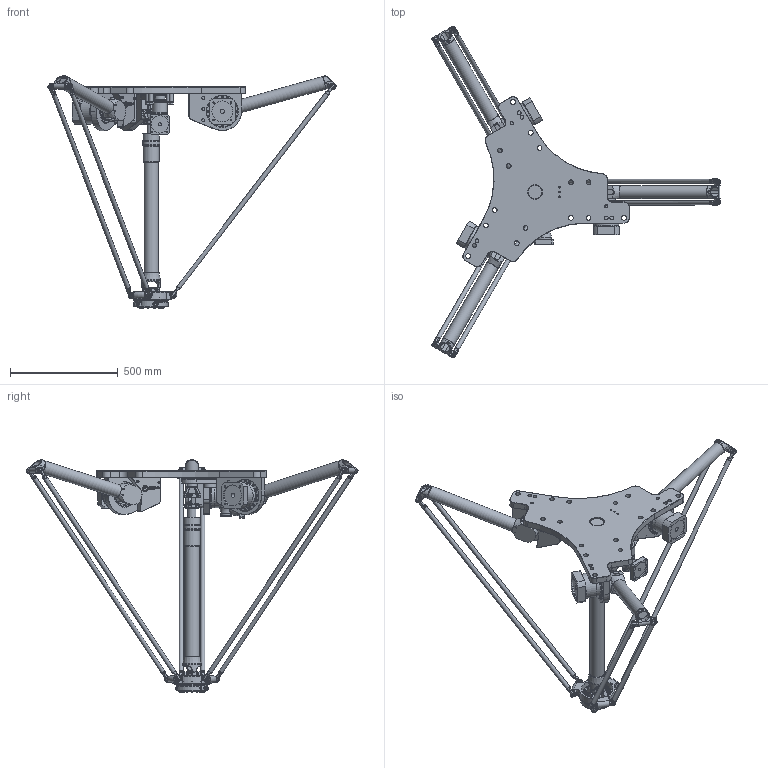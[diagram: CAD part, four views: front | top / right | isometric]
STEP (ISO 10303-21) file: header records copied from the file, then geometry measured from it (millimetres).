
FILE_DESCRIPTION(/* description */ ('Norm.iam Teamplte'),/* implementation_level */ '2;1');
FILE_NAME(/* name */ '3D-model_A_00859-ATS.stp',/* time_stamp */ '2022-02-12T10:06:23+01:00',/* author */ ('michael.schutter'),/* organization */ (''),/* preprocessor_version */ 'ST-DEVELOPER v16.5',/* originating_system */ 'Autodesk Inventor 2017',/* authorisation */ '');
FILE_SCHEMA (('AUTOMOTIVE_DESIGN { 1 0 10303 214 3 1 1 }'));
Length unit declared in the file: millimetre
Products named in the file (14): A_00859-ATS_DUMMY DELTA Robotermechanik RL4-ATS-1600-6kg; MT_WST00106701; MT_WST00045206MT_WST; MT_WST00106715; MT_WST00061080MT_WST; MT_WST00055606MT_WST; MT_WST00058088MT_WST; MT_WST00060469MT_WST; MT_WST00063422MT_WST; MT_WST00058878MT_WST; MT_WST00058879MT_WST; MT_WST00106842; MT_WST00060470MT_WST; MT_WST00106703
Assembly tree (28 placements, depth 2):
  A_00859-ATS_DUMMY DELTA Robotermechanik RL4-ATS-1600-6kg
    MT_WST00106701
    MT_WST00045206MT_WST  x6
    MT_WST00106715  x3
    MT_WST00061080MT_WST  x6
    MT_WST00055606MT_WST
    MT_WST00058088MT_WST
    MT_WST00106842  x2
    MT_WST00060469MT_WST
    MT_WST00063422MT_WST
    MT_WST00058878MT_WST  x2
    MT_WST00058879MT_WST  x2
    MT_WST00060470MT_WST
    MT_WST00106703
Bounding box: 1334.88 x 1538.05 x 1078.59 mm (x, y, z)
Volume: 29037155.8 mm3; surface area: 3028243 mm2
Topology: 28 solids, 56 shells, 3699 faces, 8773 edges, 5530 vertices
Faces by surface type: plane 1836, cylinder 1085, cone 418, torus 195, bspline 155, sphere 10
Full cylindrical faces by diameter (mm): 3 x2, 3.459 x12, 3.5 x2, 4 x1, 4.917 x15, 5 x8, 6 x9, 6.5 x4, 6.647 x13, 7 x10, 8 x38, 8.5 x48, 9.6 x3, 10 x11, 10.1 x2, 11.45 x6, 12 x22, 13 x1, 13.835 x9, 14 x1, 15 x2, 15.4 x3, 16 x22, 17.294 x6, 18 x32, 19 x9, 20 x30, 22 x15, 23.9 x1, 24 x1
Entity records: 80227 total; most frequent: CARTESIAN_POINT 23383, DIRECTION 11719, ORIENTED_EDGE 10510, EDGE_CURVE 5254, AXIS2_PLACEMENT_3D 4474, VERTEX_POINT 3623, EDGE_LOOP 3427, LINE 2771
